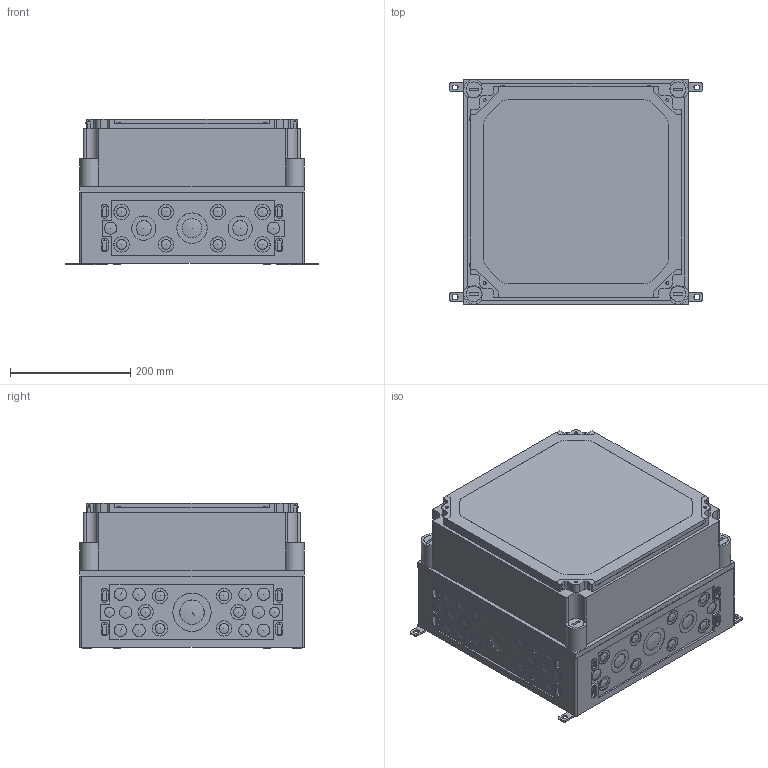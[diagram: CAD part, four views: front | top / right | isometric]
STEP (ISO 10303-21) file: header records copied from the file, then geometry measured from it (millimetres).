
FILE_DESCRIPTION( ( 'STEP AP214' ), '1' );
FILE_NAME( 'ci44e_200_t.stp', '2021-04-21T06:32:37', ( 'License CC BY-ND 4.0' ), ( 'CADENAS' ), ' ', 'PARTsolutions', ' ' );
FILE_SCHEMA( ( 'AUTOMOTIVE_DESIGN { 1 0 10303 214 1 1 1 1 }' ) );
Length unit declared in the file: millimetre
Products named in the file (5): 090147; _069642_P; _076528_P1; _098579_P; _036168_P1
Assembly tree (7 placements, depth 2):
  090147
    _069642_P
    _076528_P1
    _098579_P
    _036168_P1  x4
Bounding box: 419.49 x 375 x 242.1 mm (x, y, z)
Volume: 2803054.3 mm3; surface area: 1420579.7 mm2
Topology: 7 solids, 7 shells, 2493 faces, 6497 edges, 4304 vertices
Faces by surface type: plane 1601, cylinder 712, cone 112, bspline 64, sphere 4
Full cylindrical faces by diameter (mm): 3 x4, 4 x2, 4.1 x52, 5.2 x4, 6 x12, 6.8 x4, 6.89 x9, 9.5 x8, 10.12 x4, 11.2 x4, 12 x8, 26 x4, 32.3 x2
Entity records: 91930 total; most frequent: CARTESIAN_POINT 14107, DIRECTION 12144, ORIENTED_EDGE 11736, EDGE_CURVE 5868, LINE 4242, VECTOR 4242, VERTEX_POINT 4106, AXIS2_PLACEMENT_3D 3951
